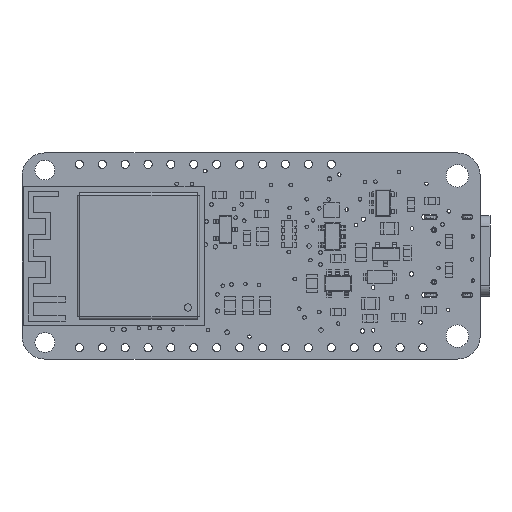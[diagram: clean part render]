
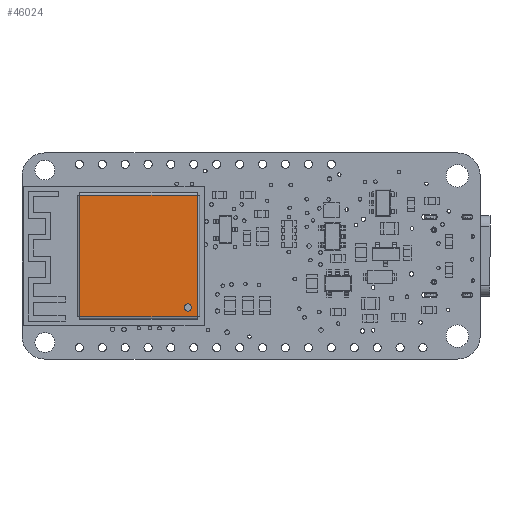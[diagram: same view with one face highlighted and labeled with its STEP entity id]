
A CAD part, top view. The second image highlights one B-rep face of the part: STEP entity #46024.
In plain terms, the highlighted planar face has unit normal (0, 0, 1).
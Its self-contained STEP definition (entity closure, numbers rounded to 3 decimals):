
#770=FACE_BOUND('',#7344,.T.);
#2025=PLANE('',#49727);
#4509=FACE_OUTER_BOUND('',#7343,.T.);
#7343=EDGE_LOOP('',(#39168,#39169,#39170,#39171));
#7344=EDGE_LOOP('',(#39172));
#11780=LINE('',#72046,#17148);
#11782=LINE('',#72054,#17150);
#11784=LINE('',#72062,#17152);
#11786=LINE('',#72069,#17154);
#17148=VECTOR('',#59242,13.05);
#17150=VECTOR('',#59250,13.5);
#17152=VECTOR('',#59258,13.5);
#17154=VECTOR('',#59266,13.05);
#19835=CIRCLE('',#49694,0.4);
#22751=VERTEX_POINT('',#71981);
#22773=VERTEX_POINT('',#72043);
#22774=VERTEX_POINT('',#72045);
#22777=VERTEX_POINT('',#72053);
#22780=VERTEX_POINT('',#72060);
#28407=EDGE_CURVE('',#22751,#22751,#19835,.T.);
#28437=EDGE_CURVE('',#22774,#22773,#11780,.T.);
#28441=EDGE_CURVE('',#22777,#22774,#11782,.T.);
#28445=EDGE_CURVE('',#22773,#22780,#11784,.T.);
#28449=EDGE_CURVE('',#22780,#22777,#11786,.T.);
#39168=ORIENTED_EDGE('',*,*,#28441,.T.);
#39169=ORIENTED_EDGE('',*,*,#28437,.T.);
#39170=ORIENTED_EDGE('',*,*,#28445,.T.);
#39171=ORIENTED_EDGE('',*,*,#28449,.T.);
#39172=ORIENTED_EDGE('',*,*,#28407,.F.);
#46024=ADVANCED_FACE('',(#4509,#770),#2025,.F.);
#49694=AXIS2_PLACEMENT_3D('',#71983,#59182,#59183);
#49727=AXIS2_PLACEMENT_3D('',#72091,#59285,#59286);
#59182=DIRECTION('center_axis',(0.,0.,1.));
#59183=DIRECTION('ref_axis',(0.,-1.,0.));
#59242=DIRECTION('',(0.,-1.,0.));
#59250=DIRECTION('',(-1.,0.,0.));
#59258=DIRECTION('',(1.,0.,0.));
#59266=DIRECTION('',(0.,1.,0.));
#59285=DIRECTION('center_axis',(0.,0.,-1.));
#59286=DIRECTION('ref_axis',(0.,1.,0.));
#71981=CARTESIAN_POINT('',(-5.714,-7.821,2.55));
#71983=CARTESIAN_POINT('Origin',(-5.714,-8.221,2.55));
#72043=CARTESIAN_POINT('',(-6.764,-9.271,2.55));
#72045=CARTESIAN_POINT('',(-6.764,3.779,2.55));
#72046=CARTESIAN_POINT('',(-6.764,3.779,2.55));
#72053=CARTESIAN_POINT('',(6.736,3.779,2.55));
#72054=CARTESIAN_POINT('',(6.736,3.779,2.55));
#72060=CARTESIAN_POINT('',(6.736,-9.271,2.55));
#72062=CARTESIAN_POINT('',(-6.764,-9.271,2.55));
#72069=CARTESIAN_POINT('',(6.736,-9.271,2.55));
#72091=CARTESIAN_POINT('Origin',(-0.014,-0.021,
2.55));
